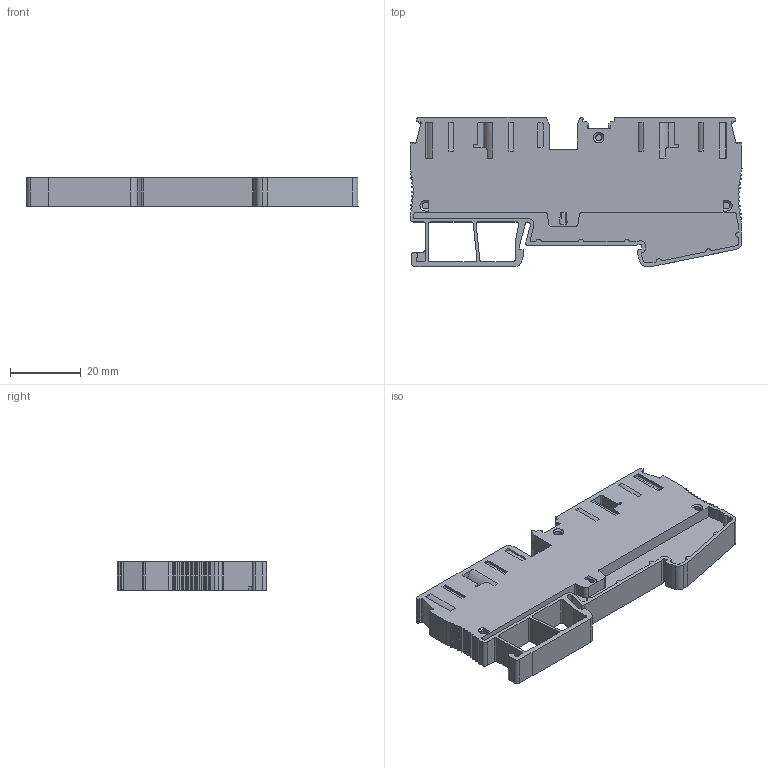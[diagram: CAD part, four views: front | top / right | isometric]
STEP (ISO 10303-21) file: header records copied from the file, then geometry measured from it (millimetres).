
FILE_DESCRIPTION((''),'2;1');
FILE_NAME('5YB576683_ASM','2021-05-21T',('Administrator'),(''),'PRO/ENGINEER BY PARAMETRIC TECHNOLOGY CORPORATION, 2013230','PRO/ENGINEER BY PARAMETRIC TECHNOLOGY CORPORATION, 2013230','');
FILE_SCHEMA(('CONFIG_CONTROL_DESIGN'));
Length unit declared in the file: millimetre
Products named in the file (1): 5YB576683_ASM
Bounding box: 94.02 x 42.2 x 8.2 mm (x, y, z)
Volume: 18364.2 mm3; surface area: 15605 mm2
Topology: 1 solids, 1 shells, 845 faces, 2422 edges, 1608 vertices
Faces by surface type: plane 568, cylinder 249, cone 16, bspline 8, torus 4
Entity records: 27863 total; most frequent: CARTESIAN_POINT 5316, ORIENTED_EDGE 4844, DIRECTION 4559, EDGE_CURVE 2422, VECTOR 1791, LINE 1791, VERTEX_POINT 1608, AXIS2_PLACEMENT_3D 1384
